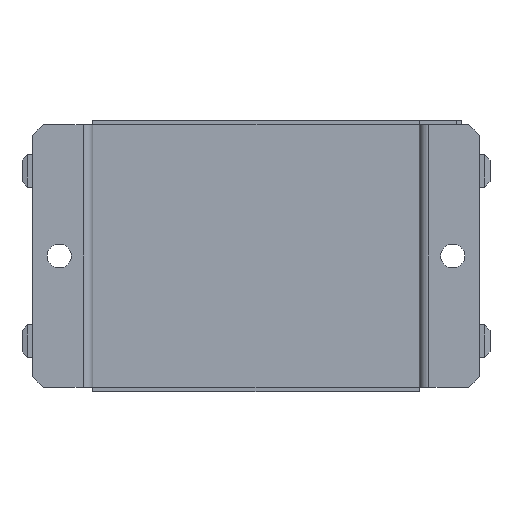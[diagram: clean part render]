
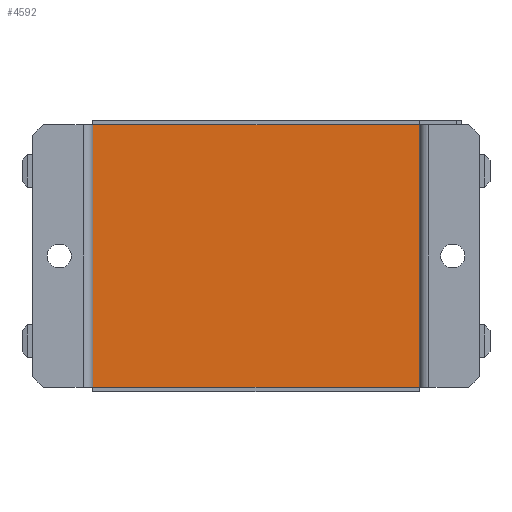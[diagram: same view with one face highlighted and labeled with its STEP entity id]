
A CAD part, front view. The second image highlights one B-rep face of the part: STEP entity #4592.
In plain terms, the highlighted planar face has unit normal (0, -1, 0).
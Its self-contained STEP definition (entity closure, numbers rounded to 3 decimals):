
#145 = VERTEX_POINT ( 'NONE', #2135 ) ;
#167 = ORIENTED_EDGE ( 'NONE', *, *, #3559, .T. ) ;
#403 = VECTOR ( 'NONE', #1128, 1000. ) ;
#446 = CARTESIAN_POINT ( 'NONE',  ( 0., -27.2, 0. ) ) ;
#749 = DIRECTION ( 'NONE',  ( -1., 0., 0. ) ) ;
#919 = DIRECTION ( 'NONE',  ( 0., 0., -1. ) ) ;
#925 = LINE ( 'NONE', #4869, #3826 ) ;
#1088 = CARTESIAN_POINT ( 'NONE',  ( 30.699, -27.2, 24.7 ) ) ;
#1128 = DIRECTION ( 'NONE',  ( 0., 0., 1. ) ) ;
#1201 = ORIENTED_EDGE ( 'NONE', *, *, #4936, .T. ) ;
#1308 = VECTOR ( 'NONE', #749, 1000. ) ;
#1388 = LINE ( 'NONE', #4472, #1449 ) ;
#1449 = VECTOR ( 'NONE', #919, 1000. ) ;
#1473 = CARTESIAN_POINT ( 'NONE',  ( 30.699, -27.2, 24.7 ) ) ;
#1519 = ORIENTED_EDGE ( 'NONE', *, *, #3417, .T. ) ;
#1792 = EDGE_LOOP ( 'NONE', ( #2992, #1201, #167, #1519 ) ) ;
#1900 = FACE_OUTER_BOUND ( 'NONE', #1792, .T. ) ;
#2035 = EDGE_CURVE ( 'Defeature ausgef�hrt2_70+Defeature ausgef�hrt2_71+Defeature ausgef�hrt2_22+Defeature ausgef�hrt2_34', #4318, #145, #1388, .T. ) ;
#2135 = CARTESIAN_POINT ( 'NONE',  ( -30.699, -27.2, -24.7 ) ) ;
#2326 = LINE ( 'NONE', #1473, #1308 ) ;
#2992 = ORIENTED_EDGE ( 'NONE', *, *, #2035, .T. ) ;
#3102 = DIRECTION ( 'NONE',  ( 0., -1., 0. ) ) ;
#3417 = EDGE_CURVE ( 'Defeature ausgef�hrt2_70+Defeature ausgef�hrt2_22+Defeature ausgef�hrt2_69+Defeature ausgef�hrt2_71', #3856, #4318, #2326, .T. ) ;
#3429 = CARTESIAN_POINT ( 'NONE',  ( 30.699, -27.2, -24.7 ) ) ;
#3531 = LINE ( 'NONE', #3429, #403 ) ;
#3559 = EDGE_CURVE ( 'Defeature ausgef�hrt2_70+Defeature ausgef�hrt2_69+Defeature ausgef�hrt2_34+Defeature ausgef�hrt2_22', #4594, #3856, #3531, .T. ) ;
#3826 = VECTOR ( 'NONE', #4923, 1000. ) ;
#3856 = VERTEX_POINT ( 'NONE', #1088 ) ;
#3896 = PLANE ( 'NONE',  #4417 ) ;
#4305 = CARTESIAN_POINT ( 'NONE',  ( 30.699, -27.2, -24.7 ) ) ;
#4318 = VERTEX_POINT ( 'NONE', #4864 ) ;
#4361 = DIRECTION ( 'NONE',  ( -1., 0., 0. ) ) ;
#4417 = AXIS2_PLACEMENT_3D ( 'NONE', #446, #3102, #4361 ) ;
#4472 = CARTESIAN_POINT ( 'NONE',  ( -30.699, -27.2, -24.7 ) ) ;
#4592 = ADVANCED_FACE ( 'Defeature ausgef�hrt2_70', ( #1900 ), #3896, .T. ) ;
#4594 = VERTEX_POINT ( 'NONE', #4305 ) ;
#4864 = CARTESIAN_POINT ( 'NONE',  ( -30.699, -27.2, 24.7 ) ) ;
#4869 = CARTESIAN_POINT ( 'NONE',  ( 30.699, -27.2, -24.7 ) ) ;
#4923 = DIRECTION ( 'NONE',  ( 1., 0., 0. ) ) ;
#4936 = EDGE_CURVE ( 'Defeature ausgef�hrt2_70+Defeature ausgef�hrt2_34+Defeature ausgef�hrt2_71+Defeature ausgef�hrt2_69', #145, #4594, #925, .T. ) ;
